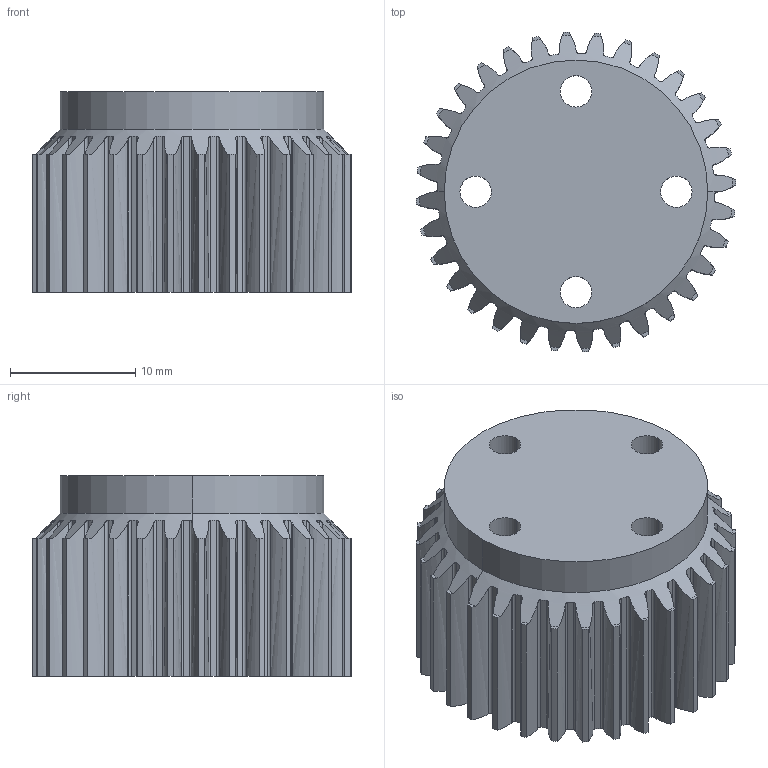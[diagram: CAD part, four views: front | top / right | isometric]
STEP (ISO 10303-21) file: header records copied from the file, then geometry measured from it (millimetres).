
FILE_DESCRIPTION (( 'STEP AP203' ), '1' );
FILE_NAME ('Ko這.STEP', '2025-05-27T18:01:27', ( '' ), ( '' ), 'SwSTEP 2.0', 'SolidWorks 2024', '' );
FILE_SCHEMA (( 'CONFIG_CONTROL_DESIGN' ));
Length unit declared in the file: millimetre
Products named in the file (1): Koło
Bounding box: 25.48 x 25.48 x 16 mm (x, y, z)
Volume: 5918.2 mm3; surface area: 3604 mm2
Topology: 1 solids, 1 shells, 314 faces, 920 edges, 612 vertices
Faces by surface type: cylinder 146, plane 102, bspline 64, cone 2
Entity records: 14065 total; most frequent: CARTESIAN_POINT 6071, ORIENTED_EDGE 1840, DIRECTION 1426, EDGE_CURVE 920, VERTEX_POINT 612, AXIS2_PLACEMENT_3D 511, LINE 404, VECTOR 404
